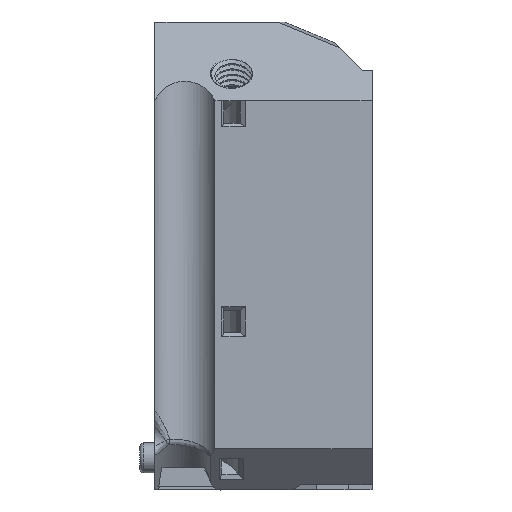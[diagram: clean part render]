
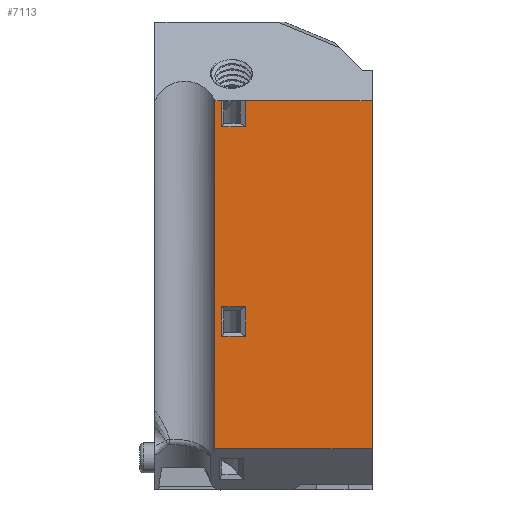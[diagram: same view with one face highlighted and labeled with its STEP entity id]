
A CAD part, left-side view. The second image highlights one B-rep face of the part: STEP entity #7113.
In plain terms, the highlighted planar face has unit normal (-1, 0, 0).
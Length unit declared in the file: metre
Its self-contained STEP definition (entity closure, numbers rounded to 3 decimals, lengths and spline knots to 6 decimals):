
#1018=ORIENTED_EDGE('',*,*,#3075,.F.);
#1019=ORIENTED_EDGE('',*,*,#3076,.F.);
#1020=ORIENTED_EDGE('',*,*,#3077,.F.);
#1021=ORIENTED_EDGE('',*,*,#3078,.F.);
#1022=ORIENTED_EDGE('',*,*,#2857,.F.);
#1023=ORIENTED_EDGE('',*,*,#2900,.F.);
#1024=ORIENTED_EDGE('',*,*,#3079,.F.);
#1025=ORIENTED_EDGE('',*,*,#3080,.F.);
#1026=ORIENTED_EDGE('',*,*,#3081,.F.);
#1027=ORIENTED_EDGE('',*,*,#2898,.F.);
#1028=ORIENTED_EDGE('',*,*,#3082,.T.);
#1029=ORIENTED_EDGE('',*,*,#3083,.F.);
#2857=EDGE_CURVE('',#3918,#3919,#4619,.T.);
#2898=EDGE_CURVE('',#3958,#3959,#4640,.T.);
#2900=EDGE_CURVE('',#3960,#3918,#4642,.T.);
#3075=EDGE_CURVE('',#4105,#4106,#4731,.T.);
#3076=EDGE_CURVE('',#4107,#4105,#4732,.T.);
#3077=EDGE_CURVE('',#4108,#4107,#4733,.T.);
#3078=EDGE_CURVE('',#4106,#4108,#4734,.T.);
#3079=EDGE_CURVE('',#4109,#3960,#4735,.T.);
#3080=EDGE_CURVE('',#4110,#4109,#4736,.T.);
#3081=EDGE_CURVE('',#3959,#4110,#4737,.T.);
#3082=EDGE_CURVE('',#3958,#4111,#4738,.T.);
#3083=EDGE_CURVE('',#3919,#4111,#4739,.T.);
#3918=VERTEX_POINT('',#10173);
#3919=VERTEX_POINT('',#10175);
#3958=VERTEX_POINT('',#10287);
#3959=VERTEX_POINT('',#10289);
#3960=VERTEX_POINT('',#10291);
#4105=VERTEX_POINT('',#11059);
#4106=VERTEX_POINT('',#11060);
#4107=VERTEX_POINT('',#11062);
#4108=VERTEX_POINT('',#11064);
#4109=VERTEX_POINT('',#11067);
#4110=VERTEX_POINT('',#11069);
#4111=VERTEX_POINT('',#11072);
#4619=LINE('',#10174,#5229);
#4640=LINE('',#10288,#5250);
#4642=LINE('',#10292,#5252);
#4731=LINE('',#11058,#5341);
#4732=LINE('',#11061,#5342);
#4733=LINE('',#11063,#5343);
#4734=LINE('',#11065,#5344);
#4735=LINE('',#11066,#5345);
#4736=LINE('',#11068,#5346);
#4737=LINE('',#11070,#5347);
#4738=LINE('',#11071,#5348);
#4739=LINE('',#11073,#5349);
#5229=VECTOR('',#8218,1.);
#5250=VECTOR('',#8269,1.);
#5252=VECTOR('',#8271,1.);
#5341=VECTOR('',#8502,1.);
#5342=VECTOR('',#8503,1.);
#5343=VECTOR('',#8504,1.);
#5344=VECTOR('',#8505,1.);
#5345=VECTOR('',#8506,1.);
#5346=VECTOR('',#8507,1.);
#5347=VECTOR('',#8508,1.);
#5348=VECTOR('',#8509,1.);
#5349=VECTOR('',#8510,1.);
#5862=EDGE_LOOP('',(#1018,#1019,#1020,#1021));
#5863=EDGE_LOOP('',(#1022,#1023,#1024,#1025,#1026,#1027,#1028,#1029));
#6374=FACE_BOUND('',#5862,.T.);
#6375=FACE_BOUND('',#5863,.T.);
#6835=PLANE('',#7623);
#7113=ADVANCED_FACE('',(#6374,#6375),#6835,.T.);
#7623=AXIS2_PLACEMENT_3D('',#11057,#8500,#8501);
#8218=DIRECTION('',(0.,0.,-1.));
#8269=DIRECTION('',(0.,-1.,0.));
#8271=DIRECTION('',(0.,-1.,0.));
#8500=DIRECTION('',(-1.,0.,0.));
#8501=DIRECTION('',(0.,0.,1.));
#8502=DIRECTION('',(0.,-1.,0.));
#8503=DIRECTION('',(0.,0.,-1.));
#8504=DIRECTION('',(0.,1.,0.));
#8505=DIRECTION('',(0.,0.,1.));
#8506=DIRECTION('',(0.,0.,1.));
#8507=DIRECTION('',(0.,-1.,0.));
#8508=DIRECTION('',(0.,0.,-1.));
#8509=DIRECTION('',(0.,0.,-1.));
#8510=DIRECTION('',(0.,1.,0.));
#10173=CARTESIAN_POINT('',(0.044957,-0.078568,0.169924));
#10174=CARTESIAN_POINT('',(0.044957,-0.078568,0.129024));
#10175=CARTESIAN_POINT('',(0.044957,-0.078568,0.123424));
#10287=CARTESIAN_POINT('',(0.044957,-0.057568,0.169924));
#10288=CARTESIAN_POINT('',(0.044957,-0.077068,0.169924));
#10289=CARTESIAN_POINT('',(0.044957,-0.058502,0.169924));
#10291=CARTESIAN_POINT('',(0.044957,-0.061647,0.169924));
#10292=CARTESIAN_POINT('',(0.044957,-0.077068,0.169924));
#11057=CARTESIAN_POINT('',(0.044957,-0.068068,0.146674));
#11058=CARTESIAN_POINT('',(0.044957,-0.065808,0.138424));
#11059=CARTESIAN_POINT('',(0.044957,-0.058502,0.138424));
#11060=CARTESIAN_POINT('',(0.044957,-0.061647,0.138424));
#11061=CARTESIAN_POINT('',(0.044957,-0.058502,0.138424));
#11062=CARTESIAN_POINT('',(0.044957,-0.058502,0.142424));
#11063=CARTESIAN_POINT('',(0.044957,-0.060075,0.142424));
#11064=CARTESIAN_POINT('',(0.044957,-0.061647,0.142424));
#11065=CARTESIAN_POINT('',(0.044957,-0.061647,0.142424));
#11066=CARTESIAN_POINT('',(0.044957,-0.061647,0.142424));
#11067=CARTESIAN_POINT('',(0.044957,-0.061647,0.166424));
#11068=CARTESIAN_POINT('',(0.044957,-0.065808,0.166424));
#11069=CARTESIAN_POINT('',(0.044957,-0.058502,0.166424));
#11070=CARTESIAN_POINT('',(0.044957,-0.058502,0.138424));
#11071=CARTESIAN_POINT('',(0.044957,-0.057568,0.14754));
#11072=CARTESIAN_POINT('',(0.044957,-0.057568,0.123424));
#11073=CARTESIAN_POINT('',(0.044957,-0.067763,0.123424));
